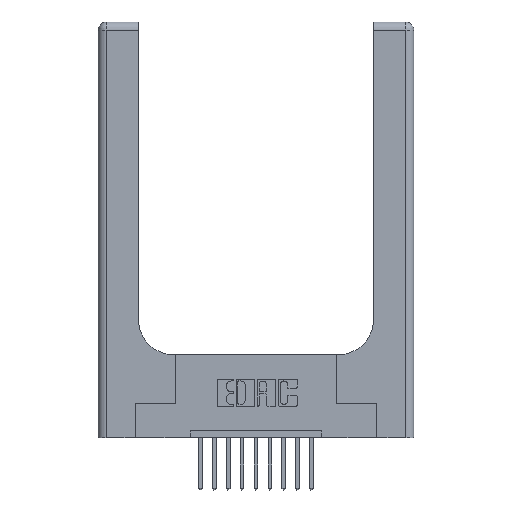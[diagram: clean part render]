
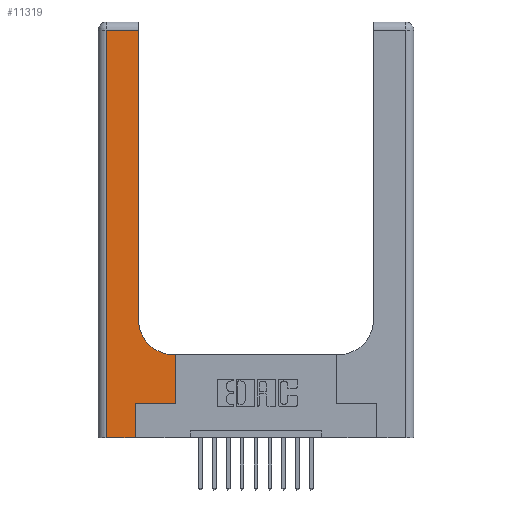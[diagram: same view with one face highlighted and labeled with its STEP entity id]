
A CAD part, top view. The second image highlights one B-rep face of the part: STEP entity #11319.
In plain terms, the highlighted planar face has unit normal (0, 0, 1).
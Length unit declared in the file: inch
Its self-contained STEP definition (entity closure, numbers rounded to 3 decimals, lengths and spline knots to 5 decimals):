
#155 = DIRECTION ( 'NONE',  ( 0., -1., 0. ) ) ;
#373 = VERTEX_POINT ( 'NONE', #14875 ) ;
#626 = CARTESIAN_POINT ( 'NONE',  ( 0.2915, 0.85, 0.37 ) ) ;
#1134 = VERTEX_POINT ( 'NONE', #10766 ) ;
#1307 = CARTESIAN_POINT ( 'NONE',  ( 0., 2.94, 0.37 ) ) ;
#1527 = AXIS2_PLACEMENT_3D ( 'NONE', #11515, #3969, #12792 ) ;
#1567 = VECTOR ( 'NONE', #10943, 39.37008 ) ;
#1841 = CARTESIAN_POINT ( 'NONE',  ( 0.269, 0., 0.37 ) ) ;
#2690 = VECTOR ( 'NONE', #8530, 39.37008 ) ;
#2770 = DIRECTION ( 'NONE',  ( 0., 0., -1. ) ) ;
#3072 = EDGE_CURVE ( 'NONE', #3983, #14503, #7369, .T. ) ;
#3550 = CARTESIAN_POINT ( 'NONE',  ( 0.5585, 0.25, 0.37 ) ) ;
#3613 = VECTOR ( 'NONE', #10698, 39.37008 ) ;
#3635 = DIRECTION ( 'NONE',  ( -1., 0., 0. ) ) ;
#3969 = DIRECTION ( 'NONE',  ( 0., 0., -1. ) ) ;
#3983 = VERTEX_POINT ( 'NONE', #9756 ) ;
#4027 = VECTOR ( 'NONE', #5676, 39.37008 ) ;
#4110 = CARTESIAN_POINT ( 'NONE',  ( 0.269, 0., 0.37 ) ) ;
#4256 = LINE ( 'NONE', #3550, #8927 ) ;
#4271 = EDGE_CURVE ( 'NONE', #5238, #3983, #10335, .T. ) ;
#4441 = CARTESIAN_POINT ( 'NONE',  ( 0.269, 0.25, 0.37 ) ) ;
#4532 = VERTEX_POINT ( 'NONE', #4110 ) ;
#5057 = ORIENTED_EDGE ( 'NONE', *, *, #10400, .T. ) ;
#5238 = VERTEX_POINT ( 'NONE', #626 ) ;
#5369 = EDGE_CURVE ( 'NONE', #1134, #9412, #10919, .T. ) ;
#5434 = DIRECTION ( 'NONE',  ( 1., 0., 0. ) ) ;
#5667 = CARTESIAN_POINT ( 'NONE',  ( 0., 0., 0.37 ) ) ;
#5676 = DIRECTION ( 'NONE',  ( 1., 0., 0. ) ) ;
#5828 = ORIENTED_EDGE ( 'NONE', *, *, #3072, .T. ) ;
#5894 = CIRCLE ( 'NONE', #14810, 0.25 ) ;
#6035 = VERTEX_POINT ( 'NONE', #14494 ) ;
#6040 = ORIENTED_EDGE ( 'NONE', *, *, #7313, .T. ) ;
#6112 = ORIENTED_EDGE ( 'NONE', *, *, #10604, .T. ) ;
#6172 = VECTOR ( 'NONE', #155, 39.37008 ) ;
#6450 = CARTESIAN_POINT ( 'NONE',  ( 0.06, 2.94, 0.37 ) ) ;
#7292 = DIRECTION ( 'NONE',  ( 0., 1., 0. ) ) ;
#7313 = EDGE_CURVE ( 'NONE', #4532, #1134, #15695, .T. ) ;
#7369 = LINE ( 'NONE', #1307, #16361 ) ;
#8477 = CARTESIAN_POINT ( 'NONE',  ( 0.2915, 0.6, 0.37 ) ) ;
#8530 = DIRECTION ( 'NONE',  ( 0., 1., 0. ) ) ;
#8927 = VECTOR ( 'NONE', #7292, 39.37008 ) ;
#9412 = VERTEX_POINT ( 'NONE', #11611 ) ;
#9665 = CARTESIAN_POINT ( 'NONE',  ( 0.2915, 3., 0.37 ) ) ;
#9756 = CARTESIAN_POINT ( 'NONE',  ( 0.2915, 2.94, 0.37 ) ) ;
#10092 = EDGE_LOOP ( 'NONE', ( #11023, #5828, #11873, #13461, #6040, #16104, #11655, #6112, #5057 ) ) ;
#10328 = LINE ( 'NONE', #11628, #6172 ) ;
#10335 = LINE ( 'NONE', #9665, #2690 ) ;
#10400 = EDGE_CURVE ( 'NONE', #10804, #5238, #5894, .T. ) ;
#10506 = LINE ( 'NONE', #5667, #13300 ) ;
#10604 = EDGE_CURVE ( 'NONE', #6035, #10804, #14642, .T. ) ;
#10698 = DIRECTION ( 'NONE',  ( 0., 1., 0. ) ) ;
#10766 = CARTESIAN_POINT ( 'NONE',  ( 0.269, 0.25, 0.37 ) ) ;
#10804 = VERTEX_POINT ( 'NONE', #11104 ) ;
#10919 = LINE ( 'NONE', #4441, #4027 ) ;
#10943 = DIRECTION ( 'NONE',  ( -1., 0., 0. ) ) ;
#11023 = ORIENTED_EDGE ( 'NONE', *, *, #4271, .T. ) ;
#11104 = CARTESIAN_POINT ( 'NONE',  ( 0.5415, 0.6, 0.37 ) ) ;
#11319 = ADVANCED_FACE ( 'NONE', ( #12220 ), #15256, .F. ) ;
#11515 = CARTESIAN_POINT ( 'NONE',  ( 0., 3., 0.37 ) ) ;
#11611 = CARTESIAN_POINT ( 'NONE',  ( 0.5585, 0.25, 0.37 ) ) ;
#11628 = CARTESIAN_POINT ( 'NONE',  ( 0.06, 3., 0.37 ) ) ;
#11655 = ORIENTED_EDGE ( 'NONE', *, *, #15318, .T. ) ;
#11873 = ORIENTED_EDGE ( 'NONE', *, *, #15444, .T. ) ;
#12220 = FACE_OUTER_BOUND ( 'NONE', #10092, .T. ) ;
#12792 = DIRECTION ( 'NONE',  ( -1., 0., 0. ) ) ;
#13148 = DIRECTION ( 'NONE',  ( 1., 0., 0. ) ) ;
#13300 = VECTOR ( 'NONE', #13148, 39.37008 ) ;
#13461 = ORIENTED_EDGE ( 'NONE', *, *, #15100, .T. ) ;
#14494 = CARTESIAN_POINT ( 'NONE',  ( 0.5585, 0.6, 0.37 ) ) ;
#14503 = VERTEX_POINT ( 'NONE', #6450 ) ;
#14642 = LINE ( 'NONE', #8477, #1567 ) ;
#14810 = AXIS2_PLACEMENT_3D ( 'NONE', #15371, #2770, #5434 ) ;
#14875 = CARTESIAN_POINT ( 'NONE',  ( 0.06, 0., 0.37 ) ) ;
#15100 = EDGE_CURVE ( 'NONE', #373, #4532, #10506, .T. ) ;
#15256 = PLANE ( 'NONE',  #1527 ) ;
#15318 = EDGE_CURVE ( 'NONE', #9412, #6035, #4256, .T. ) ;
#15371 = CARTESIAN_POINT ( 'NONE',  ( 0.5415, 0.85, 0.37 ) ) ;
#15444 = EDGE_CURVE ( 'NONE', #14503, #373, #10328, .T. ) ;
#15695 = LINE ( 'NONE', #1841, #3613 ) ;
#16104 = ORIENTED_EDGE ( 'NONE', *, *, #5369, .T. ) ;
#16361 = VECTOR ( 'NONE', #3635, 39.37008 ) ;
